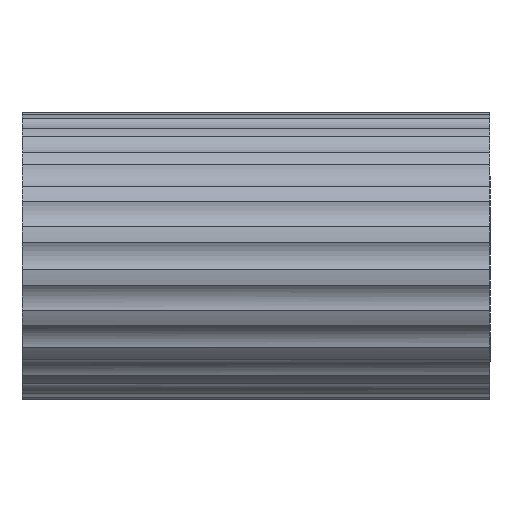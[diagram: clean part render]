
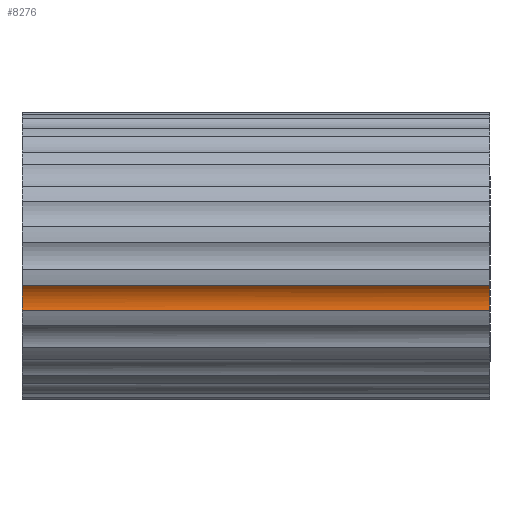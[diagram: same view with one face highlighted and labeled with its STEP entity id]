
A CAD part, left-side view. The second image highlights one B-rep face of the part: STEP entity #8276.
In plain terms, the highlighted cylindrical face has radius 3.013 mm (diameter 6.025 mm), a partial arc.
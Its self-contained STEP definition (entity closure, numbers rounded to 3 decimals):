
#84 = VERTEX_POINT ( 'NONE', #10365 ) ;
#333 = VERTEX_POINT ( 'NONE', #2504 ) ;
#484 = ORIENTED_EDGE ( 'NONE', *, *, #3757, .F. ) ;
#522 = EDGE_CURVE ( 'NONE', #8738, #84, #7470, .T. ) ;
#769 = B_SPLINE_CURVE_WITH_KNOTS ( 'NONE', 3,
 ( #9114, #1821, #5985, #4823 ),
 .UNSPECIFIED., .F., .F.,
 ( 4, 4 ),
 ( 0., 1. ),
 .UNSPECIFIED. ) ;
#1055 = AXIS2_PLACEMENT_3D ( 'NONE', #10824, #2491, #3386 ) ;
#1782 = EDGE_CURVE ( 'NONE', #5706, #3080, #3546, .T. ) ;
#1821 = CARTESIAN_POINT ( 'NONE',  ( -42.972, 16., -4.236 ) ) ;
#1980 = DIRECTION ( 'NONE',  ( 0., 1., 0. ) ) ;
#2011 = ORIENTED_EDGE ( 'NONE', *, *, #522, .T. ) ;
#2415 = VECTOR ( 'NONE', #8428, 1000. ) ;
#2491 = DIRECTION ( 'NONE',  ( 0., 1., 0. ) ) ;
#2504 = CARTESIAN_POINT ( 'NONE',  ( -42.9, 16., -4.494 ) ) ;
#2864 = CARTESIAN_POINT ( 'NONE',  ( -45.833, 16., -5.181 ) ) ;
#2904 = CARTESIAN_POINT ( 'NONE',  ( -42.9, 16., -4.494 ) ) ;
#3080 = VERTEX_POINT ( 'NONE', #4668 ) ;
#3193 = EDGE_CURVE ( 'NONE', #4971, #5706, #11595, .T. ) ;
#3235 = CARTESIAN_POINT ( 'NONE',  ( -45.833, -33., -5.181 ) ) ;
#3386 = DIRECTION ( 'NONE',  ( 0.956, 0., 0.294 ) ) ;
#3546 = CIRCLE ( 'NONE', #4415, 3.012 ) ;
#3757 = EDGE_CURVE ( 'NONE', #4971, #84, #5195, .T. ) ;
#4092 = CIRCLE ( 'NONE', #12382, 3.012 ) ;
#4271 = FACE_OUTER_BOUND ( 'NONE', #4595, .T. ) ;
#4415 = AXIS2_PLACEMENT_3D ( 'NONE', #2864, #1980, #11049 ) ;
#4595 = EDGE_LOOP ( 'NONE', ( #7213, #11194, #7450, #8101, #9184, #2011, #484 ) ) ;
#4668 = CARTESIAN_POINT ( 'NONE',  ( -42.99, 16., -4.186 ) ) ;
#4823 = CARTESIAN_POINT ( 'NONE',  ( -42.942, 16., -4.339 ) ) ;
#4971 = VERTEX_POINT ( 'NONE', #5548 ) ;
#5195 = CIRCLE ( 'NONE', #1055, 3.012 ) ;
#5548 = CARTESIAN_POINT ( 'NONE',  ( -43.682, -33., -3.072 ) ) ;
#5706 = VERTEX_POINT ( 'NONE', #12893 ) ;
#5768 = DIRECTION ( 'NONE',  ( 0., 1., 0. ) ) ;
#5769 = EDGE_CURVE ( 'NONE', #3080, #7258, #769, .T. ) ;
#5985 = CARTESIAN_POINT ( 'NONE',  ( -42.956, 16., -4.288 ) ) ;
#6387 = CARTESIAN_POINT ( 'NONE',  ( -42.868, -8.5, -5.716 ) ) ;
#6902 = CARTESIAN_POINT ( 'NONE',  ( -42.942, 16., -4.339 ) ) ;
#7106 = CARTESIAN_POINT ( 'NONE',  ( -45.833, 16., -5.181 ) ) ;
#7213 = ORIENTED_EDGE ( 'NONE', *, *, #3193, .T. ) ;
#7258 = VERTEX_POINT ( 'NONE', #6902 ) ;
#7450 = ORIENTED_EDGE ( 'NONE', *, *, #5769, .T. ) ;
#7470 = LINE ( 'NONE', #6387, #2415 ) ;
#8069 = DIRECTION ( 'NONE',  ( 0.956, 0., 0.294 ) ) ;
#8101 = ORIENTED_EDGE ( 'NONE', *, *, #9936, .T. ) ;
#8276 = ADVANCED_FACE ( 'NONE', ( #4271 ), #8421, .F. ) ;
#8421 = CYLINDRICAL_SURFACE ( 'NONE', #11364, 3.012 ) ;
#8428 = DIRECTION ( 'NONE',  ( 0., -1., 0. ) ) ;
#8738 = VERTEX_POINT ( 'NONE', #9246 ) ;
#9114 = CARTESIAN_POINT ( 'NONE',  ( -42.99, 16., -4.186 ) ) ;
#9184 = ORIENTED_EDGE ( 'NONE', *, *, #10356, .T. ) ;
#9246 = CARTESIAN_POINT ( 'NONE',  ( -42.868, 16., -5.716 ) ) ;
#9313 = B_SPLINE_CURVE_WITH_KNOTS ( 'NONE', 3,
 ( #12107, #12254, #11366, #2904 ),
 .UNSPECIFIED., .F., .F.,
 ( 4, 4 ),
 ( 0., 1. ),
 .UNSPECIFIED. ) ;
#9549 = DIRECTION ( 'NONE',  ( 0., 1., 0. ) ) ;
#9936 = EDGE_CURVE ( 'NONE', #7258, #333, #9313, .T. ) ;
#9983 = DIRECTION ( 'NONE',  ( 0., 1., 0. ) ) ;
#10182 = CARTESIAN_POINT ( 'NONE',  ( -43.682, -8.5, -3.072 ) ) ;
#10356 = EDGE_CURVE ( 'NONE', #333, #8738, #4092, .T. ) ;
#10365 = CARTESIAN_POINT ( 'NONE',  ( -42.868, -33., -5.716 ) ) ;
#10824 = CARTESIAN_POINT ( 'NONE',  ( -45.833, -33., -5.181 ) ) ;
#10953 = DIRECTION ( 'NONE',  ( 0.956, 0., 0.294 ) ) ;
#11049 = DIRECTION ( 'NONE',  ( 0.956, 0., 0.294 ) ) ;
#11194 = ORIENTED_EDGE ( 'NONE', *, *, #1782, .T. ) ;
#11364 = AXIS2_PLACEMENT_3D ( 'NONE', #3235, #5768, #10953 ) ;
#11366 = CARTESIAN_POINT ( 'NONE',  ( -42.912, 16., -4.442 ) ) ;
#11595 = LINE ( 'NONE', #10182, #12193 ) ;
#12107 = CARTESIAN_POINT ( 'NONE',  ( -42.942, 16., -4.339 ) ) ;
#12193 = VECTOR ( 'NONE', #9549, 1000. ) ;
#12254 = CARTESIAN_POINT ( 'NONE',  ( -42.926, 16., -4.39 ) ) ;
#12382 = AXIS2_PLACEMENT_3D ( 'NONE', #7106, #9983, #8069 ) ;
#12893 = CARTESIAN_POINT ( 'NONE',  ( -43.682, 16., -3.072 ) ) ;
